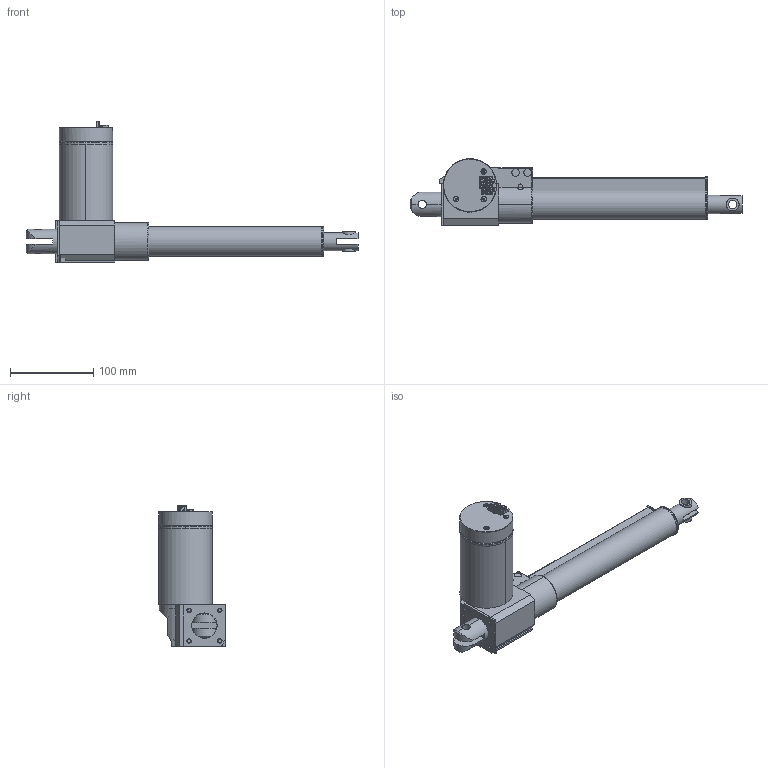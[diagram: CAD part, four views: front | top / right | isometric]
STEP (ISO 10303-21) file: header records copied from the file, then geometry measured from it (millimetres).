
FILE_DESCRIPTION (( 'STEP AP214' ), '1' );
FILE_NAME ('NURIROBOT_SCA1000R-S200_3D.STEP', '2024-02-07T01:23:20', ( '821079794744' ), ( '' ), 'SwSTEP 2.0', 'SolidWorks 2018', '' );
FILE_SCHEMA (( 'AUTOMOTIVE_DESIGN' ));
Length unit declared in the file: millimetre
Products named in the file (1): NURIROBOT_SCA1000R-S200_3D
Bounding box: 399.7 x 79.95 x 169.5 mm (x, y, z)
Surface area: 160131.2 mm2 (no closed solid volume)
Topology: 0 solids, 9 shells, 785 faces, 2171 edges, 1411 vertices
Faces by surface type: plane 558, cylinder 171, cone 35, bspline 19, sphere 2
Full cylindrical faces by diameter (mm): 6 x3, 10.1 x2, 10.2 x2, 15.4 x2, 22 x1, 24 x1, 60.682 x1, 64 x1
Entity records: 38376 total; most frequent: CARTESIAN_POINT 10315, ORIENTED_EDGE 4270, DIRECTION 3528, EDGE_CURVE 2138, VECTOR 1454, LINE 1454, VERTEX_POINT 1398, AXIS2_PLACEMENT_3D 1037
